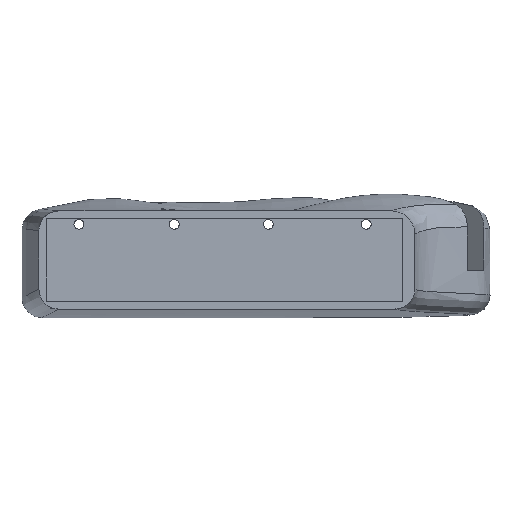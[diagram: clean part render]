
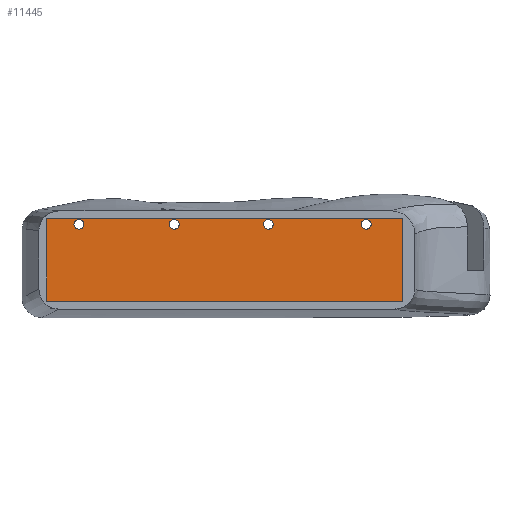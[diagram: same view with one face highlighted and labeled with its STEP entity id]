
A CAD part, front view. The second image highlights one B-rep face of the part: STEP entity #11445.
In plain terms, the highlighted planar face has unit normal (0, -1, 0).
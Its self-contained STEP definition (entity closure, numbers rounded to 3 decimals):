
#163 = DIRECTION ( 'NONE',  ( 0., 0., -1. ) ) ;
#172 = VERTEX_POINT ( 'NONE', #3872 ) ;
#242 = LINE ( 'NONE', #10774, #1637 ) ;
#261 = CARTESIAN_POINT ( 'NONE',  ( -20.817, 32., 27.867 ) ) ;
#327 = LINE ( 'NONE', #7969, #3335 ) ;
#372 = VERTEX_POINT ( 'NONE', #261 ) ;
#457 = EDGE_CURVE ( 'NONE', #1619, #7669, #327, .T. ) ;
#502 = AXIS2_PLACEMENT_3D ( 'NONE', #4906, #8745, #163 ) ;
#572 = FACE_BOUND ( 'NONE', #7338, .T. ) ;
#694 = DIRECTION ( 'NONE',  ( 0., 0., 1. ) ) ;
#895 = CIRCLE ( 'NONE', #6117, 1.25 ) ;
#1028 = VERTEX_POINT ( 'NONE', #11335 ) ;
#1215 = CIRCLE ( 'NONE', #5602, 1.25 ) ;
#1323 = CIRCLE ( 'NONE', #1917, 1.25 ) ;
#1619 = VERTEX_POINT ( 'NONE', #5661 ) ;
#1637 = VECTOR ( 'NONE', #6251, 1000. ) ;
#1761 = DIRECTION ( 'NONE',  ( 0., 0., -1. ) ) ;
#1785 = EDGE_CURVE ( 'NONE', #372, #5073, #11706, .T. ) ;
#1917 = AXIS2_PLACEMENT_3D ( 'NONE', #9125, #12006, #7235 ) ;
#2022 = CIRCLE ( 'NONE', #8028, 1.25 ) ;
#2219 = EDGE_CURVE ( 'NONE', #5073, #372, #895, .T. ) ;
#2253 = AXIS2_PLACEMENT_3D ( 'NONE', #7586, #11412, #2828 ) ;
#2269 = ORIENTED_EDGE ( 'NONE', *, *, #2219, .F. ) ;
#2340 = EDGE_CURVE ( 'NONE', #10775, #3889, #1323, .T. ) ;
#2348 = CARTESIAN_POINT ( 'NONE',  ( -20.817, 32., 25.367 ) ) ;
#2349 = DIRECTION ( 'NONE',  ( -1., 0., 0. ) ) ;
#2391 = DIRECTION ( 'NONE',  ( 0., -1., 0. ) ) ;
#2650 = EDGE_CURVE ( 'NONE', #7245, #1028, #10877, .T. ) ;
#2828 = DIRECTION ( 'NONE',  ( 0., 0., -1. ) ) ;
#2873 = EDGE_LOOP ( 'NONE', ( #10200, #8932, #6486, #9122 ) ) ;
#2880 = CIRCLE ( 'NONE', #9905, 1.25 ) ;
#3101 = ORIENTED_EDGE ( 'NONE', *, *, #7606, .F. ) ;
#3119 = EDGE_CURVE ( 'NONE', #8697, #6734, #10864, .T. ) ;
#3328 = DIRECTION ( 'NONE',  ( 0., 0., -1. ) ) ;
#3335 = VECTOR ( 'NONE', #3994, 1000. ) ;
#3838 = DIRECTION ( 'NONE',  ( 0., 0., -1. ) ) ;
#3872 = CARTESIAN_POINT ( 'NONE',  ( 27.709, 32., 25.367 ) ) ;
#3889 = VERTEX_POINT ( 'NONE', #5900 ) ;
#3994 = DIRECTION ( 'NONE',  ( 1., 0., 0. ) ) ;
#4200 = CARTESIAN_POINT ( 'NONE',  ( -53., 32., 7.202 ) ) ;
#4217 = CARTESIAN_POINT ( 'NONE',  ( -20.817, 32., 26.617 ) ) ;
#4305 = FACE_BOUND ( 'NONE', #4974, .T. ) ;
#4565 = DIRECTION ( 'NONE',  ( 0., -1., 0. ) ) ;
#4906 = CARTESIAN_POINT ( 'NONE',  ( -20.817, 32., 26.617 ) ) ;
#4974 = EDGE_LOOP ( 'NONE', ( #9026, #9531 ) ) ;
#5073 = VERTEX_POINT ( 'NONE', #2348 ) ;
#5273 = VERTEX_POINT ( 'NONE', #10865 ) ;
#5447 = CARTESIAN_POINT ( 'NONE',  ( 2.965, 32., 26.617 ) ) ;
#5602 = AXIS2_PLACEMENT_3D ( 'NONE', #7212, #12106, #3328 ) ;
#5661 = CARTESIAN_POINT ( 'NONE',  ( -53., 32., 28.02 ) ) ;
#5900 = CARTESIAN_POINT ( 'NONE',  ( -44.909, 32., 25.367 ) ) ;
#5920 = EDGE_CURVE ( 'NONE', #172, #5273, #2880, .T. ) ;
#6117 = AXIS2_PLACEMENT_3D ( 'NONE', #4217, #9062, #8062 ) ;
#6251 = DIRECTION ( 'NONE',  ( 0., 0., -1. ) ) ;
#6324 = CARTESIAN_POINT ( 'NONE',  ( -53., 32., 28.02 ) ) ;
#6368 = CARTESIAN_POINT ( 'NONE',  ( 2.965, 32., 27.867 ) ) ;
#6386 = DIRECTION ( 'NONE',  ( 0., 0., -1. ) ) ;
#6486 = ORIENTED_EDGE ( 'NONE', *, *, #11918, .F. ) ;
#6709 = VECTOR ( 'NONE', #2349, 1000. ) ;
#6734 = VERTEX_POINT ( 'NONE', #11970 ) ;
#7142 = PLANE ( 'NONE',  #7611 ) ;
#7212 = CARTESIAN_POINT ( 'NONE',  ( -44.909, 32., 26.617 ) ) ;
#7235 = DIRECTION ( 'NONE',  ( 0., 0., -1. ) ) ;
#7245 = VERTEX_POINT ( 'NONE', #11668 ) ;
#7338 = EDGE_LOOP ( 'NONE', ( #8993, #10755 ) ) ;
#7426 = EDGE_LOOP ( 'NONE', ( #8731, #2269 ) ) ;
#7586 = CARTESIAN_POINT ( 'NONE',  ( 2.965, 32., 26.617 ) ) ;
#7606 = EDGE_CURVE ( 'NONE', #6734, #8697, #11561, .T. ) ;
#7611 = AXIS2_PLACEMENT_3D ( 'NONE', #11974, #2391, #6386 ) ;
#7669 = VERTEX_POINT ( 'NONE', #11163 ) ;
#7969 = CARTESIAN_POINT ( 'NONE',  ( -53., 32., 28.02 ) ) ;
#8028 = AXIS2_PLACEMENT_3D ( 'NONE', #8957, #9841, #10904 ) ;
#8062 = DIRECTION ( 'NONE',  ( 0., 0., -1. ) ) ;
#8092 = FACE_BOUND ( 'NONE', #7426, .T. ) ;
#8552 = EDGE_LOOP ( 'NONE', ( #11408, #3101 ) ) ;
#8554 = CARTESIAN_POINT ( 'NONE',  ( 27.709, 32., 26.617 ) ) ;
#8697 = VERTEX_POINT ( 'NONE', #6368 ) ;
#8731 = ORIENTED_EDGE ( 'NONE', *, *, #1785, .F. ) ;
#8745 = DIRECTION ( 'NONE',  ( 0., -1., 0. ) ) ;
#8932 = ORIENTED_EDGE ( 'NONE', *, *, #2650, .F. ) ;
#8957 = CARTESIAN_POINT ( 'NONE',  ( 27.709, 32., 26.617 ) ) ;
#8993 = ORIENTED_EDGE ( 'NONE', *, *, #2340, .F. ) ;
#9026 = ORIENTED_EDGE ( 'NONE', *, *, #9923, .F. ) ;
#9062 = DIRECTION ( 'NONE',  ( 0., -1., 0. ) ) ;
#9122 = ORIENTED_EDGE ( 'NONE', *, *, #457, .F. ) ;
#9125 = CARTESIAN_POINT ( 'NONE',  ( -44.909, 32., 26.617 ) ) ;
#9531 = ORIENTED_EDGE ( 'NONE', *, *, #5920, .F. ) ;
#9767 = AXIS2_PLACEMENT_3D ( 'NONE', #5447, #4565, #1761 ) ;
#9841 = DIRECTION ( 'NONE',  ( 0., -1., 0. ) ) ;
#9905 = AXIS2_PLACEMENT_3D ( 'NONE', #8554, #11317, #3838 ) ;
#9923 = EDGE_CURVE ( 'NONE', #5273, #172, #2022, .T. ) ;
#10200 = ORIENTED_EDGE ( 'NONE', *, *, #11324, .F. ) ;
#10405 = EDGE_CURVE ( 'NONE', #3889, #10775, #1215, .T. ) ;
#10755 = ORIENTED_EDGE ( 'NONE', *, *, #10405, .F. ) ;
#10774 = CARTESIAN_POINT ( 'NONE',  ( 37., 32., 28.02 ) ) ;
#10775 = VERTEX_POINT ( 'NONE', #11472 ) ;
#10864 = CIRCLE ( 'NONE', #2253, 1.25 ) ;
#10865 = CARTESIAN_POINT ( 'NONE',  ( 27.709, 32., 27.867 ) ) ;
#10877 = LINE ( 'NONE', #4200, #6709 ) ;
#10904 = DIRECTION ( 'NONE',  ( 0., 0., -1. ) ) ;
#10980 = LINE ( 'NONE', #6324, #11415 ) ;
#11150 = FACE_BOUND ( 'NONE', #8552, .T. ) ;
#11163 = CARTESIAN_POINT ( 'NONE',  ( 37., 32., 28.02 ) ) ;
#11317 = DIRECTION ( 'NONE',  ( 0., -1., 0. ) ) ;
#11324 = EDGE_CURVE ( 'NONE', #1028, #1619, #10980, .T. ) ;
#11335 = CARTESIAN_POINT ( 'NONE',  ( -53., 32., 7.202 ) ) ;
#11408 = ORIENTED_EDGE ( 'NONE', *, *, #3119, .F. ) ;
#11412 = DIRECTION ( 'NONE',  ( 0., -1., 0. ) ) ;
#11415 = VECTOR ( 'NONE', #694, 1000. ) ;
#11445 = ADVANCED_FACE ( 'NONE', ( #572, #8092, #11150, #4305, #11915 ), #7142, .T. ) ;
#11472 = CARTESIAN_POINT ( 'NONE',  ( -44.909, 32., 27.867 ) ) ;
#11561 = CIRCLE ( 'NONE', #9767, 1.25 ) ;
#11668 = CARTESIAN_POINT ( 'NONE',  ( 37., 32., 7.202 ) ) ;
#11706 = CIRCLE ( 'NONE', #502, 1.25 ) ;
#11915 = FACE_OUTER_BOUND ( 'NONE', #2873, .T. ) ;
#11918 = EDGE_CURVE ( 'NONE', #7669, #7245, #242, .T. ) ;
#11970 = CARTESIAN_POINT ( 'NONE',  ( 2.965, 32., 25.367 ) ) ;
#11974 = CARTESIAN_POINT ( 'NONE',  ( -24., 32., 34.324 ) ) ;
#12006 = DIRECTION ( 'NONE',  ( 0., -1., 0. ) ) ;
#12106 = DIRECTION ( 'NONE',  ( 0., -1., 0. ) ) ;
